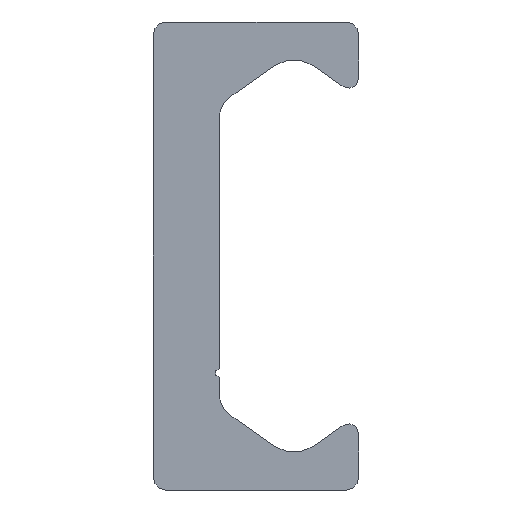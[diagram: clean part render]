
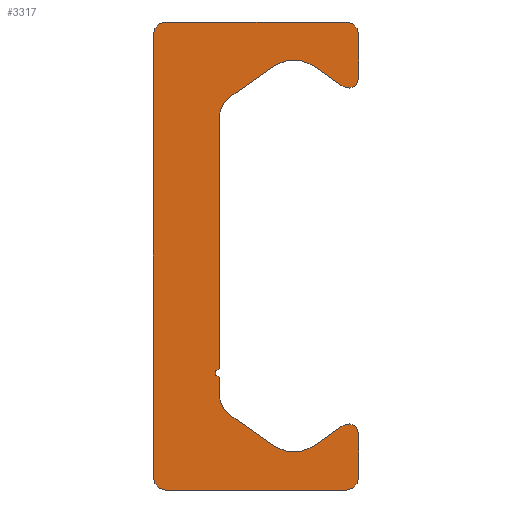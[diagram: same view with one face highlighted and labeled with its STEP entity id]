
A CAD part, left-side view. The second image highlights one B-rep face of the part: STEP entity #3317.
In plain terms, the highlighted planar face has unit normal (-1, 0, 0).
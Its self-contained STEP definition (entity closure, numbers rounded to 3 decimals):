
#2396=CARTESIAN_POINT('',(0.0,5.4,-14.));
#2397=VERTEX_POINT('',#2396);
#2404=CARTESIAN_POINT('',(0.0,6.15,-13.25));
#2405=VERTEX_POINT('',#2404);
#2406=CARTESIAN_POINT('',(0.0,5.4,-13.25));
#2407=DIRECTION('',(1.0,0.0,0.0));
#2408=DIRECTION('',(0.0,0.0,-1.0));
#2409=AXIS2_PLACEMENT_3D('',#2406,#2407,#2408);
#2410=CIRCLE('',#2409,0.75);
#2411=EDGE_CURVE('',#2397,#2405,#2410,.T.);
#2435=CARTESIAN_POINT('',(0.0,-5.4,-14.));
#2436=VERTEX_POINT('',#2435);
#2443=CARTESIAN_POINT('',(0.0,-5.4,-14.));
#2444=DIRECTION('',(0.0,1.0,0.0));
#2445=VECTOR('',#2444,10.8);
#2446=LINE('',#2443,#2445);
#2447=EDGE_CURVE('',#2436,#2397,#2446,.T.);
#2467=CARTESIAN_POINT('',(0.0,-6.15,-13.25));
#2468=VERTEX_POINT('',#2467);
#2475=CARTESIAN_POINT('',(0.0,-5.4,-13.25));
#2476=DIRECTION('',(1.0,0.0,0.0));
#2477=DIRECTION('',(0.0,-1.0,0.0));
#2478=AXIS2_PLACEMENT_3D('',#2475,#2476,#2477);
#2479=CIRCLE('',#2478,0.75);
#2480=EDGE_CURVE('',#2468,#2436,#2479,.T.);
#2499=CARTESIAN_POINT('',(0.0,-6.15,-10.63));
#2500=VERTEX_POINT('',#2499);
#2507=CARTESIAN_POINT('',(0.0,-6.15,-10.63));
#2508=DIRECTION('',(0.0,0.0,-1.0));
#2509=VECTOR('',#2508,2.62);
#2510=LINE('',#2507,#2509);
#2511=EDGE_CURVE('',#2500,#2468,#2510,.T.);
#2531=CARTESIAN_POINT('',(0.0,-5.206,-10.139));
#2532=VERTEX_POINT('',#2531);
#2539=CARTESIAN_POINT('',(0.0,-5.55,-10.63));
#2540=DIRECTION('',(1.0,0.0,0.0));
#2541=DIRECTION('',(0.0,0.574,0.819));
#2542=AXIS2_PLACEMENT_3D('',#2539,#2540,#2541);
#2543=CIRCLE('',#2542,0.6);
#2544=EDGE_CURVE('',#2532,#2500,#2543,.T.);
#2563=CARTESIAN_POINT('',(0.0,-3.417,-11.391));
#2564=VERTEX_POINT('',#2563);
#2571=CARTESIAN_POINT('',(0.0,-3.417,-11.391));
#2572=DIRECTION('',(0.0,-0.819,0.574));
#2573=VECTOR('',#2572,2.184);
#2574=LINE('',#2571,#2573);
#2575=EDGE_CURVE('',#2564,#2532,#2574,.T.);
#2595=CARTESIAN_POINT('',(0.0,-1.123,-11.391));
#2596=VERTEX_POINT('',#2595);
#2603=CARTESIAN_POINT('',(0.0,-2.27,-9.753));
#2604=DIRECTION('',(-1.0,0.0,0.0));
#2605=DIRECTION('',(0.0,0.574,0.819));
#2606=AXIS2_PLACEMENT_3D('',#2603,#2604,#2605);
#2607=CIRCLE('',#2606,2.0);
#2608=EDGE_CURVE('',#2596,#2564,#2607,.T.);
#2627=CARTESIAN_POINT('',(0.0,1.56,-9.512));
#2628=VERTEX_POINT('',#2627);
#2635=CARTESIAN_POINT('',(0.0,1.56,-9.512));
#2636=DIRECTION('',(0.0,-0.819,-0.574));
#2637=VECTOR('',#2636,3.276);
#2638=LINE('',#2635,#2637);
#2639=EDGE_CURVE('',#2628,#2596,#2638,.T.);
#2659=CARTESIAN_POINT('',(0.0,2.2,-8.283));
#2660=VERTEX_POINT('',#2659);
#2667=CARTESIAN_POINT('',(0.0,0.7,-8.283));
#2668=DIRECTION('',(-1.0,0.0,0.0));
#2669=DIRECTION('',(0.0,-0.574,0.819));
#2670=AXIS2_PLACEMENT_3D('',#2667,#2668,#2669);
#2671=CIRCLE('',#2670,1.5);
#2672=EDGE_CURVE('',#2660,#2628,#2671,.T.);
#2691=CARTESIAN_POINT('',(0.0,2.2,-7.25));
#2692=VERTEX_POINT('',#2691);
#2699=CARTESIAN_POINT('',(0.0,2.2,-7.25));
#2700=DIRECTION('',(0.0,0.0,-1.0));
#2701=VECTOR('',#2700,1.033);
#2702=LINE('',#2699,#2701);
#2703=EDGE_CURVE('',#2692,#2660,#2702,.T.);
#2723=CARTESIAN_POINT('',(0.0,2.2,-6.75));
#2724=VERTEX_POINT('',#2723);
#2731=CARTESIAN_POINT('',(0.0,2.2,-7.));
#2732=DIRECTION('',(-1.0,0.0,0.0));
#2733=DIRECTION('',(0.0,0.0,1.0));
#2734=AXIS2_PLACEMENT_3D('',#2731,#2732,#2733);
#2735=CIRCLE('',#2734,0.25);
#2736=EDGE_CURVE('',#2724,#2692,#2735,.T.);
#2755=CARTESIAN_POINT('',(0.0,2.2,8.283));
#2756=VERTEX_POINT('',#2755);
#2763=CARTESIAN_POINT('',(0.0,2.2,8.283));
#2764=DIRECTION('',(0.0,0.0,-1.0));
#2765=VECTOR('',#2764,15.033);
#2766=LINE('',#2763,#2765);
#2767=EDGE_CURVE('',#2756,#2724,#2766,.T.);
#2889=CARTESIAN_POINT('',(0.0,1.56,9.512));
#2890=VERTEX_POINT('',#2889);
#2897=CARTESIAN_POINT('',(0.0,0.7,8.283));
#2898=DIRECTION('',(-1.0,0.0,0.0));
#2899=DIRECTION('',(0.0,-1.0,0.0));
#2900=AXIS2_PLACEMENT_3D('',#2897,#2898,#2899);
#2901=CIRCLE('',#2900,1.5);
#2902=EDGE_CURVE('',#2890,#2756,#2901,.T.);
#2921=CARTESIAN_POINT('',(0.0,-1.123,11.391));
#2922=VERTEX_POINT('',#2921);
#2929=CARTESIAN_POINT('',(0.0,-1.123,11.391));
#2930=DIRECTION('',(0.0,0.819,-0.574));
#2931=VECTOR('',#2930,3.276);
#2932=LINE('',#2929,#2931);
#2933=EDGE_CURVE('',#2922,#2890,#2932,.T.);
#2953=CARTESIAN_POINT('',(0.0,-3.417,11.391));
#2954=VERTEX_POINT('',#2953);
#2961=CARTESIAN_POINT('',(0.0,-2.27,9.753));
#2962=DIRECTION('',(-1.0,0.0,0.0));
#2963=DIRECTION('',(0.0,-0.574,-0.819));
#2964=AXIS2_PLACEMENT_3D('',#2961,#2962,#2963);
#2965=CIRCLE('',#2964,2.0);
#2966=EDGE_CURVE('',#2954,#2922,#2965,.T.);
#2985=CARTESIAN_POINT('',(0.0,-5.206,10.139));
#2986=VERTEX_POINT('',#2985);
#2993=CARTESIAN_POINT('',(0.0,-5.206,10.139));
#2994=DIRECTION('',(0.0,0.819,0.574));
#2995=VECTOR('',#2994,2.184);
#2996=LINE('',#2993,#2995);
#2997=EDGE_CURVE('',#2986,#2954,#2996,.T.);
#3017=CARTESIAN_POINT('',(0.0,-6.15,10.63));
#3018=VERTEX_POINT('',#3017);
#3025=CARTESIAN_POINT('',(0.0,-5.55,10.63));
#3026=DIRECTION('',(1.0,0.0,0.0));
#3027=DIRECTION('',(0.0,-1.0,0.0));
#3028=AXIS2_PLACEMENT_3D('',#3025,#3026,#3027);
#3029=CIRCLE('',#3028,0.6);
#3030=EDGE_CURVE('',#3018,#2986,#3029,.T.);
#3049=CARTESIAN_POINT('',(0.0,-6.15,13.25));
#3050=VERTEX_POINT('',#3049);
#3057=CARTESIAN_POINT('',(0.0,-6.15,13.25));
#3058=DIRECTION('',(0.0,0.0,-1.0));
#3059=VECTOR('',#3058,2.62);
#3060=LINE('',#3057,#3059);
#3061=EDGE_CURVE('',#3050,#3018,#3060,.T.);
#3081=CARTESIAN_POINT('',(0.0,-5.4,14.));
#3082=VERTEX_POINT('',#3081);
#3089=CARTESIAN_POINT('',(0.0,-5.4,13.25));
#3090=DIRECTION('',(1.0,0.0,0.0));
#3091=DIRECTION('',(0.0,0.0,1.0));
#3092=AXIS2_PLACEMENT_3D('',#3089,#3090,#3091);
#3093=CIRCLE('',#3092,0.75);
#3094=EDGE_CURVE('',#3082,#3050,#3093,.T.);
#3113=CARTESIAN_POINT('',(0.0,5.4,14.));
#3114=VERTEX_POINT('',#3113);
#3121=CARTESIAN_POINT('',(0.0,5.4,14.));
#3122=DIRECTION('',(0.0,-1.0,0.0));
#3123=VECTOR('',#3122,10.8);
#3124=LINE('',#3121,#3123);
#3125=EDGE_CURVE('',#3114,#3082,#3124,.T.);
#3145=CARTESIAN_POINT('',(0.0,6.15,13.25));
#3146=VERTEX_POINT('',#3145);
#3153=CARTESIAN_POINT('',(0.0,5.4,13.25));
#3154=DIRECTION('',(1.0,0.0,0.0));
#3155=DIRECTION('',(0.0,1.0,0.0));
#3156=AXIS2_PLACEMENT_3D('',#3153,#3154,#3155);
#3157=CIRCLE('',#3156,0.75);
#3158=EDGE_CURVE('',#3146,#3114,#3157,.T.);
#3176=CARTESIAN_POINT('',(0.0,6.15,-13.25));
#3177=DIRECTION('',(0.0,0.0,1.0));
#3178=VECTOR('',#3177,26.5);
#3179=LINE('',#3176,#3178);
#3180=EDGE_CURVE('',#2405,#3146,#3179,.T.);
#3288=CARTESIAN_POINT('',(0.0,1.352,-0.021));
#3289=DIRECTION('',(1.0,0.0,0.0));
#3290=DIRECTION('',(0.0,0.0,-1.0));
#3291=AXIS2_PLACEMENT_3D('',#3288,#3289,#3290);
#3292=PLANE('',#3291);
#3293=ORIENTED_EDGE('',*,*,#3180,.F.);
#3294=ORIENTED_EDGE('',*,*,#2411,.F.);
#3295=ORIENTED_EDGE('',*,*,#2447,.F.);
#3296=ORIENTED_EDGE('',*,*,#2480,.F.);
#3297=ORIENTED_EDGE('',*,*,#2511,.F.);
#3298=ORIENTED_EDGE('',*,*,#2544,.F.);
#3299=ORIENTED_EDGE('',*,*,#2575,.F.);
#3300=ORIENTED_EDGE('',*,*,#2608,.F.);
#3301=ORIENTED_EDGE('',*,*,#2639,.F.);
#3302=ORIENTED_EDGE('',*,*,#2672,.F.);
#3303=ORIENTED_EDGE('',*,*,#2703,.F.);
#3304=ORIENTED_EDGE('',*,*,#2736,.F.);
#3305=ORIENTED_EDGE('',*,*,#2767,.F.);
#3306=ORIENTED_EDGE('',*,*,#2902,.F.);
#3307=ORIENTED_EDGE('',*,*,#2933,.F.);
#3308=ORIENTED_EDGE('',*,*,#2966,.F.);
#3309=ORIENTED_EDGE('',*,*,#2997,.F.);
#3310=ORIENTED_EDGE('',*,*,#3030,.F.);
#3311=ORIENTED_EDGE('',*,*,#3061,.F.);
#3312=ORIENTED_EDGE('',*,*,#3094,.F.);
#3313=ORIENTED_EDGE('',*,*,#3125,.F.);
#3314=ORIENTED_EDGE('',*,*,#3158,.F.);
#3315=EDGE_LOOP('',(#3293,#3294,#3295,#3296,#3297,#3298,#3299,#3300,#3301,#3302,#3303,#3304,#3305,#3306,#3307,#3308,#3309,#3310,#3311,#3312,#3313,#3314));
#3316=FACE_OUTER_BOUND('',#3315,.T.);
#3317=ADVANCED_FACE('',(#3316),#3292,.F.);
